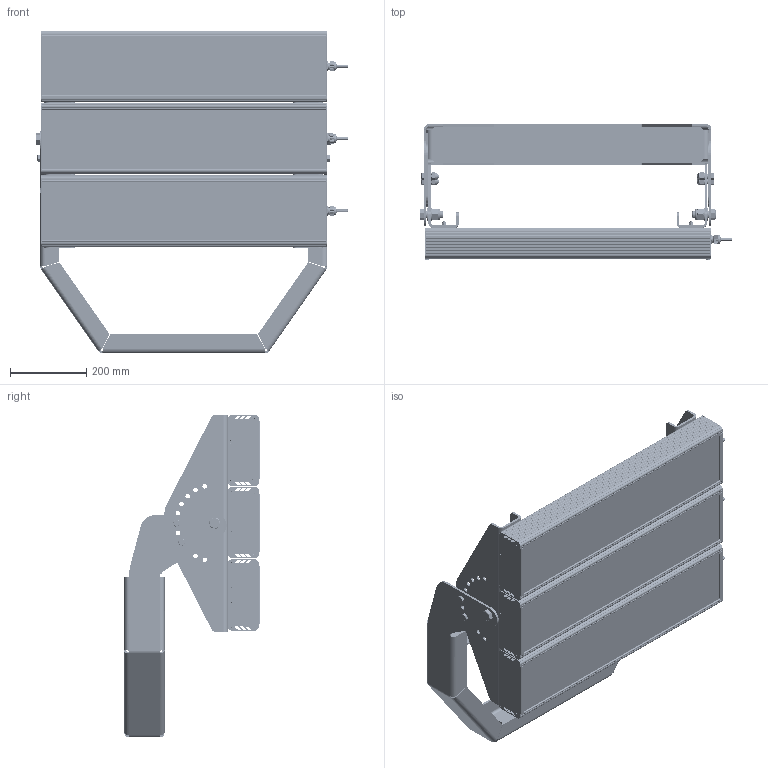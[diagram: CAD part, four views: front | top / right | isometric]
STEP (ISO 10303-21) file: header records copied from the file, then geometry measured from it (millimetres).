
FILE_DESCRIPTION(('STEP AP214'), '1');
FILE_NAME('001.0084.11.000 - ÃÑÓ Ýêñòðà Îïòèê Ì 450 (3õ150)', '2023-12-12T15:26:22', ('Åâãåíèé'), ('ÎÊÁ Ñâîé Ñòèëü'), 'C3D Converter', 'C3D Toolkit', '');
FILE_SCHEMA(('AUTOMOTIVE_DESIGN { 1 0 10303 214 3 1 1}'));
Length unit declared in the file: millimetre
Products named in the file (55): 001.0084.11.000; 001.0054.02.000; 001.0054.02.001х3; 001.0054.02.001х3-01; 001.0054.01.100; 001.0054.01.101; 001.0054.01.102; 001.0054.01.103
Assembly tree (107 placements, depth 4):
  001.0084.11.000
    001.0054.02.000
      001.0054.02.001х3
      001.0054.02.001х3-01
      (unnamed)  x3
      (unnamed)  x3
      (unnamed)  x3
      (unnamed)  x3
      (unnamed)  x3
      (unnamed)  x3
      001.0054.01.100
        001.0054.01.101
        001.0054.01.102
        001.0054.01.102
        001.0054.01.103
      (unnamed)
      (unnamed)  x2
      (unnamed)
      (unnamed)
      (unnamed)
      (unnamed)
      (unnamed)
      (unnamed)
      (unnamed)
      (unnamed)
      (unnamed)
      (unnamed)
      (unnamed)  x2
      (unnamed)
      (unnamed)
      (unnamed)
      (unnamed)
      (unnamed)
    (unnamed)  x3
      (unnamed)
      (unnamed)
      (unnamed)
      (unnamed)
      (unnamed)
      (unnamed)
      (unnamed)
      (unnamed)
      (unnamed)
        (unnamed)
      (unnamed)
        (unnamed)
        (unnamed)
        (unnamed)  x13
        (unnamed)
        (unnamed)
        (unnamed)
        (unnamed)
        (unnamed)
        (unnamed)
        (unnamed)
Bounding box: 819.43 x 356.1 x 847.69 mm (x, y, z)
Volume: 11392122.8 mm3; surface area: 6951464.4 mm2
Topology: 1688 solids, 1688 shells, 23479 faces, 53738 edges, 35915 vertices
Faces by surface type: plane 16630, cylinder 5525, bspline 799, cone 426, torus 51, sphere 48
Full cylindrical faces by diameter (mm): 1 x48, 2 x96, 2.5 x192, 2.8 x1200, 3.2 x48, 3.5 x288, 4 x36, 4.917 x6, 6 x6, 6.4 x6, 6.75 x6, 8 x36, 9 x624, 10 x6, 10.106 x4, 11 x6, 12 x41, 12.5 x3, 13 x8, 14 x3, 16 x3, 17.294 x2, 18 x4, 18.5 x9, 20 x9, 21 x4, 21.6 x2, 22 x4, 23.5 x3, 30 x2
Entity records: 138649 total; most frequent: CARTESIAN_POINT 60814, DIRECTION 12206, ORIENTED_EDGE 11524, EDGE_CURVE 5762, AXIS2_PLACEMENT_3D 4441, VERTEX_POINT 3936, LINE 3324, VECTOR 3324
